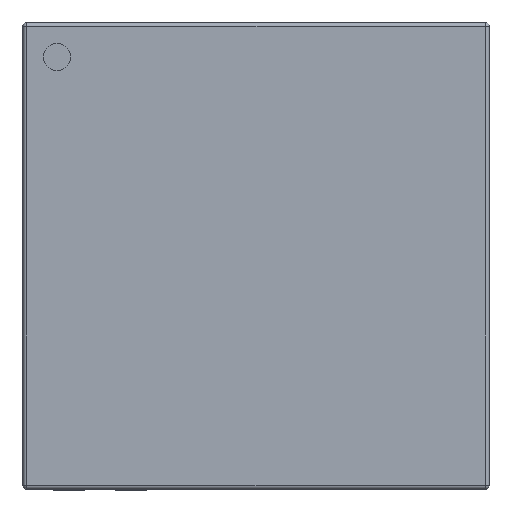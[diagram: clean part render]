
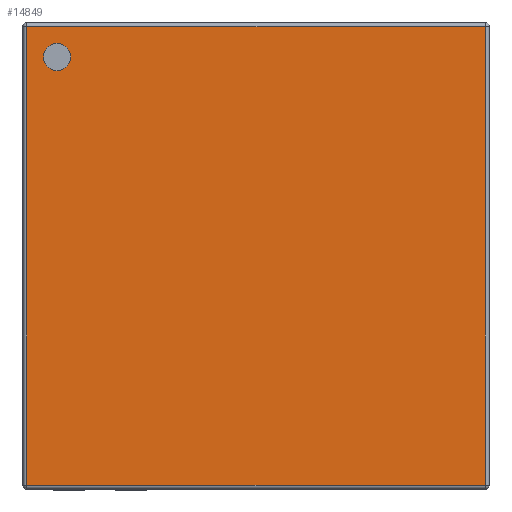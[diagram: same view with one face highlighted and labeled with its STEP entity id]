
A CAD part, top view. The second image highlights one B-rep face of the part: STEP entity #14849.
In plain terms, the highlighted planar face has unit normal (0, 0, 1).
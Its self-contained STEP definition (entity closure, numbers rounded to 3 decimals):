
#3562 = CYLINDRICAL_SURFACE('',#3563,0.05);
#3563 = AXIS2_PLACEMENT_3D('',#3564,#3565,#3566);
#3564 = CARTESIAN_POINT('',(-2.99,2.94,0.83));
#3565 = DIRECTION('',(1.,0.,0.));
#3566 = DIRECTION('',(0.,1.,0.));
#12551 = VERTEX_POINT('',#12552);
#12552 = CARTESIAN_POINT('',(-2.94,2.94,0.88));
#12574 = EDGE_CURVE('',#12551,#12575,#12577,.T.);
#12575 = VERTEX_POINT('',#12576);
#12576 = CARTESIAN_POINT('',(2.94,2.94,0.88));
#12577 = SURFACE_CURVE('',#12578,(#12582,#12589),.PCURVE_S1.);
#12578 = LINE('',#12579,#12580);
#12579 = CARTESIAN_POINT('',(-2.99,2.94,0.88));
#12580 = VECTOR('',#12581,1.);
#12581 = DIRECTION('',(1.,0.,0.));
#12582 = PCURVE('',#3562,#12583);
#12583 = DEFINITIONAL_REPRESENTATION('',(#12584),#12588);
#12584 = LINE('',#12585,#12586);
#12585 = CARTESIAN_POINT('',(1.571,0.));
#12586 = VECTOR('',#12587,1.);
#12587 = DIRECTION('',(0.,1.));
#12588 = ( GEOMETRIC_REPRESENTATION_CONTEXT(2) 
PARAMETRIC_REPRESENTATION_CONTEXT() REPRESENTATION_CONTEXT('2D SPACE',''
  ) );
#12589 = PCURVE('',#12590,#12595);
#12590 = PLANE('',#12591);
#12591 = AXIS2_PLACEMENT_3D('',#12592,#12593,#12594);
#12592 = CARTESIAN_POINT('',(-2.99,-2.99,0.88));
#12593 = DIRECTION('',(0.,0.,1.));
#12594 = DIRECTION('',(1.,0.,0.));
#12595 = DEFINITIONAL_REPRESENTATION('',(#12596),#12600);
#12596 = LINE('',#12597,#12598);
#12597 = CARTESIAN_POINT('',(0.,5.93));
#12598 = VECTOR('',#12599,1.);
#12599 = DIRECTION('',(1.,0.));
#12600 = ( GEOMETRIC_REPRESENTATION_CONTEXT(2) 
PARAMETRIC_REPRESENTATION_CONTEXT() REPRESENTATION_CONTEXT('2D SPACE',''
  ) );
#12825 = CYLINDRICAL_SURFACE('',#12826,0.05);
#12826 = AXIS2_PLACEMENT_3D('',#12827,#12828,#12829);
#12827 = CARTESIAN_POINT('',(-2.94,2.94,0.83));
#12828 = DIRECTION('',(-0.,-1.,-0.));
#12829 = DIRECTION('',(-1.,0.,0.));
#13092 = CYLINDRICAL_SURFACE('',#13093,0.05);
#13093 = AXIS2_PLACEMENT_3D('',#13094,#13095,#13096);
#13094 = CARTESIAN_POINT('',(-2.99,-2.94,0.83));
#13095 = DIRECTION('',(1.,0.,0.));
#13096 = DIRECTION('',(0.,-1.,0.));
#14144 = CYLINDRICAL_SURFACE('',#14145,0.05);
#14145 = AXIS2_PLACEMENT_3D('',#14146,#14147,#14148);
#14146 = CARTESIAN_POINT('',(2.94,-2.94,0.83));
#14147 = DIRECTION('',(0.,1.,0.));
#14148 = DIRECTION('',(0.,0.,1.));
#14849 = ADVANCED_FACE('',(#14850,#14920),#12590,.T.);
#14850 = FACE_BOUND('',#14851,.T.);
#14851 = EDGE_LOOP('',(#14852,#14877,#14898,#14899));
#14852 = ORIENTED_EDGE('',*,*,#14853,.T.);
#14853 = EDGE_CURVE('',#14854,#14856,#14858,.T.);
#14854 = VERTEX_POINT('',#14855);
#14855 = CARTESIAN_POINT('',(-2.94,-2.94,0.88));
#14856 = VERTEX_POINT('',#14857);
#14857 = CARTESIAN_POINT('',(2.94,-2.94,0.88));
#14858 = SURFACE_CURVE('',#14859,(#14863,#14870),.PCURVE_S1.);
#14859 = LINE('',#14860,#14861);
#14860 = CARTESIAN_POINT('',(-2.99,-2.94,0.88));
#14861 = VECTOR('',#14862,1.);
#14862 = DIRECTION('',(1.,0.,0.));
#14863 = PCURVE('',#12590,#14864);
#14864 = DEFINITIONAL_REPRESENTATION('',(#14865),#14869);
#14865 = LINE('',#14866,#14867);
#14866 = CARTESIAN_POINT('',(0.,0.05));
#14867 = VECTOR('',#14868,1.);
#14868 = DIRECTION('',(1.,0.));
#14869 = ( GEOMETRIC_REPRESENTATION_CONTEXT(2) 
PARAMETRIC_REPRESENTATION_CONTEXT() REPRESENTATION_CONTEXT('2D SPACE',''
  ) );
#14870 = PCURVE('',#13092,#14871);
#14871 = DEFINITIONAL_REPRESENTATION('',(#14872),#14876);
#14872 = LINE('',#14873,#14874);
#14873 = CARTESIAN_POINT('',(-1.571,0.));
#14874 = VECTOR('',#14875,1.);
#14875 = DIRECTION('',(-0.,1.));
#14876 = ( GEOMETRIC_REPRESENTATION_CONTEXT(2) 
PARAMETRIC_REPRESENTATION_CONTEXT() REPRESENTATION_CONTEXT('2D SPACE',''
  ) );
#14877 = ORIENTED_EDGE('',*,*,#14878,.T.);
#14878 = EDGE_CURVE('',#14856,#12575,#14879,.T.);
#14879 = SURFACE_CURVE('',#14880,(#14884,#14891),.PCURVE_S1.);
#14880 = LINE('',#14881,#14882);
#14881 = CARTESIAN_POINT('',(2.94,-2.94,0.88));
#14882 = VECTOR('',#14883,1.);
#14883 = DIRECTION('',(0.,1.,0.));
#14884 = PCURVE('',#12590,#14885);
#14885 = DEFINITIONAL_REPRESENTATION('',(#14886),#14890);
#14886 = LINE('',#14887,#14888);
#14887 = CARTESIAN_POINT('',(5.93,0.05));
#14888 = VECTOR('',#14889,1.);
#14889 = DIRECTION('',(0.,1.));
#14890 = ( GEOMETRIC_REPRESENTATION_CONTEXT(2) 
PARAMETRIC_REPRESENTATION_CONTEXT() REPRESENTATION_CONTEXT('2D SPACE',''
  ) );
#14891 = PCURVE('',#14144,#14892);
#14892 = DEFINITIONAL_REPRESENTATION('',(#14893),#14897);
#14893 = LINE('',#14894,#14895);
#14894 = CARTESIAN_POINT('',(0.,0.));
#14895 = VECTOR('',#14896,1.);
#14896 = DIRECTION('',(0.,1.));
#14897 = ( GEOMETRIC_REPRESENTATION_CONTEXT(2) 
PARAMETRIC_REPRESENTATION_CONTEXT() REPRESENTATION_CONTEXT('2D SPACE',''
  ) );
#14898 = ORIENTED_EDGE('',*,*,#12574,.F.);
#14899 = ORIENTED_EDGE('',*,*,#14900,.T.);
#14900 = EDGE_CURVE('',#12551,#14854,#14901,.T.);
#14901 = SURFACE_CURVE('',#14902,(#14906,#14913),.PCURVE_S1.);
#14902 = LINE('',#14903,#14904);
#14903 = CARTESIAN_POINT('',(-2.94,2.94,0.88));
#14904 = VECTOR('',#14905,1.);
#14905 = DIRECTION('',(-0.,-1.,-0.));
#14906 = PCURVE('',#12590,#14907);
#14907 = DEFINITIONAL_REPRESENTATION('',(#14908),#14912);
#14908 = LINE('',#14909,#14910);
#14909 = CARTESIAN_POINT('',(0.05,5.93));
#14910 = VECTOR('',#14911,1.);
#14911 = DIRECTION('',(-0.,-1.));
#14912 = ( GEOMETRIC_REPRESENTATION_CONTEXT(2) 
PARAMETRIC_REPRESENTATION_CONTEXT() REPRESENTATION_CONTEXT('2D SPACE',''
  ) );
#14913 = PCURVE('',#12825,#14914);
#14914 = DEFINITIONAL_REPRESENTATION('',(#14915),#14919);
#14915 = LINE('',#14916,#14917);
#14916 = CARTESIAN_POINT('',(-1.571,0.));
#14917 = VECTOR('',#14918,1.);
#14918 = DIRECTION('',(-0.,1.));
#14919 = ( GEOMETRIC_REPRESENTATION_CONTEXT(2) 
PARAMETRIC_REPRESENTATION_CONTEXT() REPRESENTATION_CONTEXT('2D SPACE',''
  ) );
#14920 = FACE_BOUND('',#14921,.T.);
#14921 = EDGE_LOOP('',(#14922));
#14922 = ORIENTED_EDGE('',*,*,#14923,.F.);
#14923 = EDGE_CURVE('',#14924,#14924,#14926,.T.);
#14924 = VERTEX_POINT('',#14925);
#14925 = CARTESIAN_POINT('',(-2.375,-2.55,0.88));
#14926 = SURFACE_CURVE('',#14927,(#14932,#14939),.PCURVE_S1.);
#14927 = CIRCLE('',#14928,0.175);
#14928 = AXIS2_PLACEMENT_3D('',#14929,#14930,#14931);
#14929 = CARTESIAN_POINT('',(-2.55,-2.55,0.88));
#14930 = DIRECTION('',(0.,0.,1.));
#14931 = DIRECTION('',(1.,0.,0.));
#14932 = PCURVE('',#12590,#14933);
#14933 = DEFINITIONAL_REPRESENTATION('',(#14934),#14938);
#14934 = CIRCLE('',#14935,0.175);
#14935 = AXIS2_PLACEMENT_2D('',#14936,#14937);
#14936 = CARTESIAN_POINT('',(0.44,0.44));
#14937 = DIRECTION('',(1.,0.));
#14938 = ( GEOMETRIC_REPRESENTATION_CONTEXT(2) 
PARAMETRIC_REPRESENTATION_CONTEXT() REPRESENTATION_CONTEXT('2D SPACE',''
  ) );
#14939 = PCURVE('',#14940,#14945);
#14940 = CYLINDRICAL_SURFACE('',#14941,0.175);
#14941 = AXIS2_PLACEMENT_3D('',#14942,#14943,#14944);
#14942 = CARTESIAN_POINT('',(-2.55,-2.55,0.88));
#14943 = DIRECTION('',(-0.,-0.,-1.));
#14944 = DIRECTION('',(1.,0.,0.));
#14945 = DEFINITIONAL_REPRESENTATION('',(#14946),#14950);
#14946 = LINE('',#14947,#14948);
#14947 = CARTESIAN_POINT('',(-0.,0.));
#14948 = VECTOR('',#14949,1.);
#14949 = DIRECTION('',(-1.,0.));
#14950 = ( GEOMETRIC_REPRESENTATION_CONTEXT(2) 
PARAMETRIC_REPRESENTATION_CONTEXT() REPRESENTATION_CONTEXT('2D SPACE',''
  ) );
